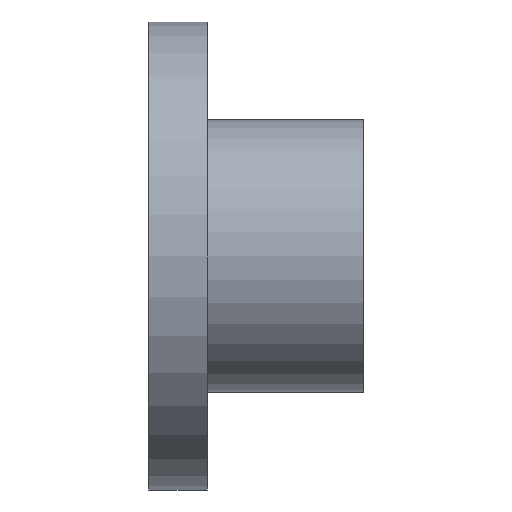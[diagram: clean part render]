
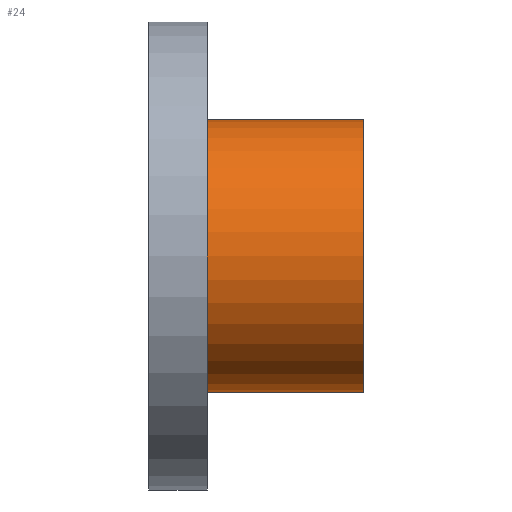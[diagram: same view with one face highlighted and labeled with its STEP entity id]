
A CAD part, front view. The second image highlights one B-rep face of the part: STEP entity #24.
In plain terms, the highlighted cylindrical face has radius 7 mm (diameter 14 mm), a partial arc.
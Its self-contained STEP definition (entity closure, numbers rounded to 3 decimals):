
#7 = DIRECTION ( 'NONE',  ( 0., 0., -1. ) ) ;
#24 = ADVANCED_FACE ( 'NONE', ( #472 ), #525, .T. ) ;
#27 = AXIS2_PLACEMENT_3D ( 'NONE', #399, #514, #595 ) ;
#38 = CARTESIAN_POINT ( 'NONE',  ( 3., 0., 7. ) ) ;
#86 = VERTEX_POINT ( 'NONE', #352 ) ;
#125 = VERTEX_POINT ( 'NONE', #698 ) ;
#129 = CARTESIAN_POINT ( 'NONE',  ( 11., 0., 7. ) ) ;
#136 = AXIS2_PLACEMENT_3D ( 'NONE', #807, #689, #7 ) ;
#174 = EDGE_CURVE ( 'NONE', #722, #125, #477, .T. ) ;
#183 = EDGE_LOOP ( 'NONE', ( #188, #465, #606, #230 ) ) ;
#188 = ORIENTED_EDGE ( 'NONE', *, *, #726, .F. ) ;
#217 = LINE ( 'NONE', #398, #259 ) ;
#230 = ORIENTED_EDGE ( 'NONE', *, *, #593, .F. ) ;
#248 = DIRECTION ( 'NONE',  ( 1., 0., 0. ) ) ;
#259 = VECTOR ( 'NONE', #535, 1000. ) ;
#322 = CARTESIAN_POINT ( 'NONE',  ( 11., 0., 0. ) ) ;
#329 = CIRCLE ( 'NONE', #498, 7. ) ;
#352 = CARTESIAN_POINT ( 'NONE',  ( 11., 0., -7. ) ) ;
#398 = CARTESIAN_POINT ( 'NONE',  ( 3., 0., -7. ) ) ;
#399 = CARTESIAN_POINT ( 'NONE',  ( 3., 0., 0. ) ) ;
#427 = VECTOR ( 'NONE', #699, 1000. ) ;
#437 = DIRECTION ( 'NONE',  ( 0., 0., -1. ) ) ;
#451 = CARTESIAN_POINT ( 'NONE',  ( 3., 0., 7. ) ) ;
#465 = ORIENTED_EDGE ( 'NONE', *, *, #174, .T. ) ;
#472 = FACE_OUTER_BOUND ( 'NONE', #183, .T. ) ;
#477 = CIRCLE ( 'NONE', #136, 7. ) ;
#498 = AXIS2_PLACEMENT_3D ( 'NONE', #322, #248, #437 ) ;
#514 = DIRECTION ( 'NONE',  ( 1., 0., 0. ) ) ;
#525 = CYLINDRICAL_SURFACE ( 'NONE', #27, 7. ) ;
#535 = DIRECTION ( 'NONE',  ( 1., 0., 0. ) ) ;
#589 = LINE ( 'NONE', #451, #427 ) ;
#593 = EDGE_CURVE ( 'NONE', #615, #86, #329, .T. ) ;
#595 = DIRECTION ( 'NONE',  ( 0., 0., -1. ) ) ;
#606 = ORIENTED_EDGE ( 'NONE', *, *, #735, .T. ) ;
#615 = VERTEX_POINT ( 'NONE', #129 ) ;
#689 = DIRECTION ( 'NONE',  ( 1., 0., 0. ) ) ;
#698 = CARTESIAN_POINT ( 'NONE',  ( 3., 0., -7. ) ) ;
#699 = DIRECTION ( 'NONE',  ( 1., 0., 0. ) ) ;
#722 = VERTEX_POINT ( 'NONE', #38 ) ;
#726 = EDGE_CURVE ( 'NONE', #722, #615, #589, .T. ) ;
#735 = EDGE_CURVE ( 'NONE', #125, #86, #217, .T. ) ;
#807 = CARTESIAN_POINT ( 'NONE',  ( 3., 0., 0. ) ) ;
